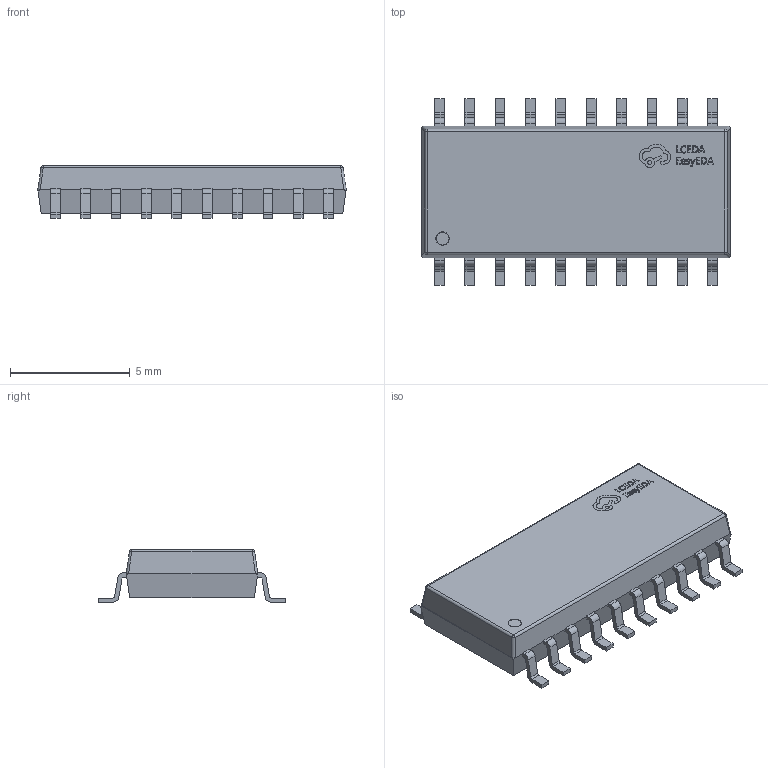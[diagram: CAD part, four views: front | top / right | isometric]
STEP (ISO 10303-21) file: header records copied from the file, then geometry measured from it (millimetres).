
FILE_DESCRIPTION (( 'STEP AP214' ), '1' );
FILE_NAME ('SO-20_L12.6-W5.3-P1.27-LS7.8-BL.step', '2022-07-29T06:42:54', ( '' ), ( '' ), 'SwSTEP 2.0', 'SolidWorks 2020', '' );
FILE_SCHEMA (( 'AUTOMOTIVE_DESIGN' ));
Length unit declared in the file: millimetre
Products named in the file (1): SO-20_L12.6-W5.3-P1.27-LS7.8-BL
Bounding box: 12.9 x 7.8 x 2.2 mm (x, y, z)
Volume: 139.6 mm3; surface area: 249.9 mm2
Topology: 1 solids, 1 shells, 511 faces, 1455 edges, 966 vertices
Faces by surface type: plane 317, bspline 98, cylinder 90, sphere 4, torus 2
Entity records: 22698 total; most frequent: CARTESIAN_POINT 4275, ORIENTED_EDGE 2910, DIRECTION 2249, EDGE_CURVE 1455, LINE 1065, VECTOR 1065, VERTEX_POINT 966, AXIS2_PLACEMENT_3D 592
